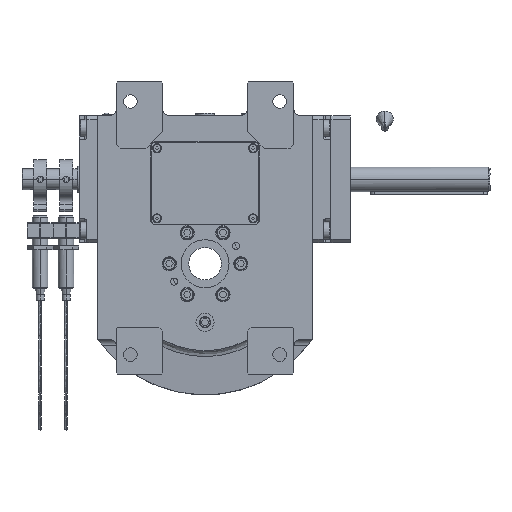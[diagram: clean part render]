
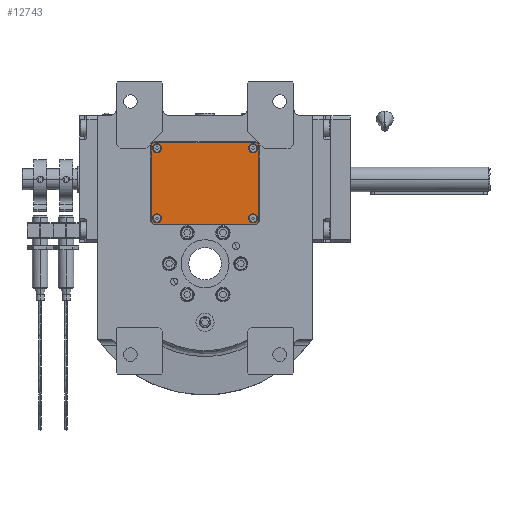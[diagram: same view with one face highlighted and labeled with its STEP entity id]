
A CAD part, front view. The second image highlights one B-rep face of the part: STEP entity #12743.
In plain terms, the highlighted face is planar.
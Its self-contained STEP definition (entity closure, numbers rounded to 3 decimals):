
#837 = EDGE_LOOP ( 'NONE', ( #81022, #45005 ) ) ;
#1011 = CIRCLE ( 'NONE', #77694, 3.5 ) ;
#1548 = AXIS2_PLACEMENT_3D ( 'NONE', #22793, #42663, #54674 ) ;
#2547 = CARTESIAN_POINT ( 'NONE',  ( 37., 27., 3. ) ) ;
#2723 = CARTESIAN_POINT ( 'NONE',  ( 37., -27., 3. ) ) ;
#2747 = LINE ( 'NONE', #28003, #42819 ) ;
#2762 = VERTEX_POINT ( 'NONE', #38315 ) ;
#3048 = CARTESIAN_POINT ( 'NONE',  ( -40.5, -27., 3. ) ) ;
#3896 = ORIENTED_EDGE ( 'NONE', *, *, #5766, .T. ) ;
#4835 = EDGE_LOOP ( 'NONE', ( #57203, #28357 ) ) ;
#4901 = LINE ( 'NONE', #24348, #52875 ) ;
#5498 = VERTEX_POINT ( 'NONE', #72001 ) ;
#5513 = CARTESIAN_POINT ( 'NONE',  ( 37., 27., 3. ) ) ;
#5559 = ORIENTED_EDGE ( 'NONE', *, *, #74263, .T. ) ;
#5713 = VERTEX_POINT ( 'NONE', #39225 ) ;
#5766 = EDGE_CURVE ( 'NONE', #38117, #71783, #79831, .T. ) ;
#5772 = VERTEX_POINT ( 'NONE', #15633 ) ;
#6268 = LINE ( 'NONE', #81660, #45990 ) ;
#8126 = DIRECTION ( 'NONE',  ( -1., 0., 0. ) ) ;
#8554 = CARTESIAN_POINT ( 'NONE',  ( 39.5, 31.5, 3. ) ) ;
#9763 = CARTESIAN_POINT ( 'NONE',  ( 41.5, 29.5, 3. ) ) ;
#10310 = AXIS2_PLACEMENT_3D ( 'NONE', #57389, #25912, #18494 ) ;
#10343 = ORIENTED_EDGE ( 'NONE', *, *, #55122, .T. ) ;
#10564 = EDGE_CURVE ( 'NONE', #2762, #62322, #28396, .T. ) ;
#11119 = DIRECTION ( 'NONE',  ( 0., -1., 0. ) ) ;
#12525 = EDGE_CURVE ( 'NONE', #5713, #78756, #1011, .T. ) ;
#12743 = ADVANCED_FACE ( 'NONE', ( #47681, #79597, #16216, #48078, #66748 ), #73383, .T. ) ;
#13146 = VERTEX_POINT ( 'NONE', #15719 ) ;
#13946 = VERTEX_POINT ( 'NONE', #45244 ) ;
#14543 = CARTESIAN_POINT ( 'NONE',  ( -37., -27., 3. ) ) ;
#15633 = CARTESIAN_POINT ( 'NONE',  ( -41.5, 29.5, 3. ) ) ;
#15719 = CARTESIAN_POINT ( 'NONE',  ( -39.5, 31.5, 3. ) ) ;
#16048 = DIRECTION ( 'NONE',  ( 0.707, -0.707, 0. ) ) ;
#16216 = FACE_BOUND ( 'NONE', #4835, .T. ) ;
#16623 = CARTESIAN_POINT ( 'NONE',  ( 0., 0., 3. ) ) ;
#17141 = EDGE_CURVE ( 'NONE', #71783, #5498, #59107, .T. ) ;
#17989 = EDGE_CURVE ( 'NONE', #60765, #72788, #80131, .T. ) ;
#18494 = DIRECTION ( 'NONE',  ( -1., 0., 0. ) ) ;
#18755 = DIRECTION ( 'NONE',  ( 1., 0., 0. ) ) ;
#19500 = CIRCLE ( 'NONE', #35383, 3.5 ) ;
#20605 = DIRECTION ( 'NONE',  ( 1., 0., 0. ) ) ;
#20806 = CARTESIAN_POINT ( 'NONE',  ( 33.5, -27., 3. ) ) ;
#22793 = CARTESIAN_POINT ( 'NONE',  ( -37., 27., 3. ) ) ;
#23269 = DIRECTION ( 'NONE',  ( 0.707, 0.707, 0. ) ) ;
#23274 = CARTESIAN_POINT ( 'NONE',  ( -41.5, -29.5, 3. ) ) ;
#24348 = CARTESIAN_POINT ( 'NONE',  ( -41.5, 29.5, 3. ) ) ;
#25169 = VECTOR ( 'NONE', #20605, 1000. ) ;
#25912 = DIRECTION ( 'NONE',  ( 0., 0., 1. ) ) ;
#26041 = ORIENTED_EDGE ( 'NONE', *, *, #79089, .T. ) ;
#26765 = DIRECTION ( 'NONE',  ( 0., 0., 1. ) ) ;
#27754 = DIRECTION ( 'NONE',  ( 1., 0., 0. ) ) ;
#27983 = DIRECTION ( 'NONE',  ( 0., 0., 1. ) ) ;
#28003 = CARTESIAN_POINT ( 'NONE',  ( -39.5, 31.5, 3. ) ) ;
#28357 = ORIENTED_EDGE ( 'NONE', *, *, #53070, .F. ) ;
#28396 = LINE ( 'NONE', #9763, #72560 ) ;
#28637 = AXIS2_PLACEMENT_3D ( 'NONE', #14543, #33939, #27754 ) ;
#28938 = VECTOR ( 'NONE', #23269, 1000. ) ;
#29598 = VECTOR ( 'NONE', #76936, 1000. ) ;
#29865 = LINE ( 'NONE', #80031, #28938 ) ;
#30175 = AXIS2_PLACEMENT_3D ( 'NONE', #32142, #26765, #8126 ) ;
#30886 = ORIENTED_EDGE ( 'NONE', *, *, #17989, .F. ) ;
#31128 = CARTESIAN_POINT ( 'NONE',  ( -39.5, -31.5, 3. ) ) ;
#32142 = CARTESIAN_POINT ( 'NONE',  ( -37., -27., 3. ) ) ;
#32364 = CIRCLE ( 'NONE', #45624, 3.5 ) ;
#33088 = EDGE_CURVE ( 'NONE', #37841, #58657, #52643, .T. ) ;
#33939 = DIRECTION ( 'NONE',  ( 0., 0., 1. ) ) ;
#33997 = DIRECTION ( 'NONE',  ( -1., 0., 0. ) ) ;
#35383 = AXIS2_PLACEMENT_3D ( 'NONE', #2723, #27983, #40814 ) ;
#37240 = CIRCLE ( 'NONE', #1548, 3.5 ) ;
#37841 = VERTEX_POINT ( 'NONE', #20806 ) ;
#38117 = VERTEX_POINT ( 'NONE', #23274 ) ;
#38315 = CARTESIAN_POINT ( 'NONE',  ( 41.5, 29.5, 3. ) ) ;
#39225 = CARTESIAN_POINT ( 'NONE',  ( 33.5, 27., 3. ) ) ;
#40814 = DIRECTION ( 'NONE',  ( 1., 0., 0. ) ) ;
#41872 = DIRECTION ( 'NONE',  ( 0., 0., 1. ) ) ;
#42276 = VERTEX_POINT ( 'NONE', #47999 ) ;
#42663 = DIRECTION ( 'NONE',  ( 0., 0., 1. ) ) ;
#42819 = VECTOR ( 'NONE', #64476, 1000. ) ;
#43200 = DIRECTION ( 'NONE',  ( 0., 0., 1. ) ) ;
#43217 = EDGE_CURVE ( 'NONE', #5498, #13946, #29865, .T. ) ;
#44960 = ORIENTED_EDGE ( 'NONE', *, *, #10564, .T. ) ;
#45005 = ORIENTED_EDGE ( 'NONE', *, *, #12525, .F. ) ;
#45244 = CARTESIAN_POINT ( 'NONE',  ( 41.5, -29.5, 3. ) ) ;
#45624 = AXIS2_PLACEMENT_3D ( 'NONE', #5513, #43200, #18755 ) ;
#45990 = VECTOR ( 'NONE', #57200, 1000. ) ;
#46407 = EDGE_LOOP ( 'NONE', ( #26041, #44960, #5559, #10343, #46748, #3896, #69362, #74996 ) ) ;
#46748 = ORIENTED_EDGE ( 'NONE', *, *, #81536, .T. ) ;
#47681 = FACE_OUTER_BOUND ( 'NONE', #46407, .T. ) ;
#47999 = CARTESIAN_POINT ( 'NONE',  ( -40.5, 27., 3. ) ) ;
#48078 = FACE_BOUND ( 'NONE', #57803, .T. ) ;
#51661 = LINE ( 'NONE', #8554, #29598 ) ;
#52054 = ORIENTED_EDGE ( 'NONE', *, *, #61259, .F. ) ;
#52643 = CIRCLE ( 'NONE', #10310, 3.5 ) ;
#52791 = DIRECTION ( 'NONE',  ( 0., 0., 1. ) ) ;
#52875 = VECTOR ( 'NONE', #11119, 1000. ) ;
#53070 = EDGE_CURVE ( 'NONE', #42276, #78267, #37240, .T. ) ;
#53308 = CARTESIAN_POINT ( 'NONE',  ( -41.5, -29.5, 3. ) ) ;
#54674 = DIRECTION ( 'NONE',  ( -1., 0., 0. ) ) ;
#55122 = EDGE_CURVE ( 'NONE', #13146, #5772, #2747, .T. ) ;
#57200 = DIRECTION ( 'NONE',  ( 0., 1., 0. ) ) ;
#57203 = ORIENTED_EDGE ( 'NONE', *, *, #74978, .F. ) ;
#57389 = CARTESIAN_POINT ( 'NONE',  ( 37., -27., 3. ) ) ;
#57483 = CARTESIAN_POINT ( 'NONE',  ( -39.5, -31.5, 3. ) ) ;
#57803 = EDGE_LOOP ( 'NONE', ( #52054, #59366 ) ) ;
#58208 = EDGE_CURVE ( 'NONE', #78756, #5713, #32364, .T. ) ;
#58657 = VERTEX_POINT ( 'NONE', #74608 ) ;
#59107 = LINE ( 'NONE', #57483, #25169 ) ;
#59366 = ORIENTED_EDGE ( 'NONE', *, *, #33088, .F. ) ;
#59956 = CARTESIAN_POINT ( 'NONE',  ( -33.5, -27., 3. ) ) ;
#60765 = VERTEX_POINT ( 'NONE', #59956 ) ;
#61259 = EDGE_CURVE ( 'NONE', #58657, #37841, #19500, .T. ) ;
#62322 = VERTEX_POINT ( 'NONE', #76098 ) ;
#62552 = DIRECTION ( 'NONE',  ( 1., 0., 0. ) ) ;
#63670 = EDGE_CURVE ( 'NONE', #72788, #60765, #71266, .T. ) ;
#64476 = DIRECTION ( 'NONE',  ( -0.707, -0.707, 0. ) ) ;
#65099 = DIRECTION ( 'NONE',  ( 0., 0., 1. ) ) ;
#66748 = FACE_BOUND ( 'NONE', #76342, .T. ) ;
#66942 = DIRECTION ( 'NONE',  ( -0.707, 0.707, 0. ) ) ;
#67920 = VECTOR ( 'NONE', #16048, 1000. ) ;
#68024 = CIRCLE ( 'NONE', #73342, 3.5 ) ;
#69362 = ORIENTED_EDGE ( 'NONE', *, *, #17141, .T. ) ;
#71266 = CIRCLE ( 'NONE', #30175, 3.5 ) ;
#71783 = VERTEX_POINT ( 'NONE', #31128 ) ;
#71865 = DIRECTION ( 'NONE',  ( 1., 0., 0. ) ) ;
#72001 = CARTESIAN_POINT ( 'NONE',  ( 39.5, -31.5, 3. ) ) ;
#72214 = CARTESIAN_POINT ( 'NONE',  ( 40.5, 27., 3. ) ) ;
#72267 = CARTESIAN_POINT ( 'NONE',  ( -37., 27., 3. ) ) ;
#72560 = VECTOR ( 'NONE', #66942, 1000. ) ;
#72788 = VERTEX_POINT ( 'NONE', #3048 ) ;
#73342 = AXIS2_PLACEMENT_3D ( 'NONE', #72267, #52791, #71865 ) ;
#73383 = PLANE ( 'NONE',  #75104 ) ;
#74263 = EDGE_CURVE ( 'NONE', #62322, #13146, #51661, .T. ) ;
#74608 = CARTESIAN_POINT ( 'NONE',  ( 40.5, -27., 3. ) ) ;
#74978 = EDGE_CURVE ( 'NONE', #78267, #42276, #68024, .T. ) ;
#74996 = ORIENTED_EDGE ( 'NONE', *, *, #43217, .T. ) ;
#75104 = AXIS2_PLACEMENT_3D ( 'NONE', #16623, #41872, #62552 ) ;
#76098 = CARTESIAN_POINT ( 'NONE',  ( 39.5, 31.5, 3. ) ) ;
#76342 = EDGE_LOOP ( 'NONE', ( #30886, #78176 ) ) ;
#76581 = CARTESIAN_POINT ( 'NONE',  ( -33.5, 27., 3. ) ) ;
#76936 = DIRECTION ( 'NONE',  ( -1., 0., 0. ) ) ;
#77694 = AXIS2_PLACEMENT_3D ( 'NONE', #2547, #65099, #33997 ) ;
#78176 = ORIENTED_EDGE ( 'NONE', *, *, #63670, .F. ) ;
#78267 = VERTEX_POINT ( 'NONE', #76581 ) ;
#78756 = VERTEX_POINT ( 'NONE', #72214 ) ;
#79089 = EDGE_CURVE ( 'NONE', #13946, #2762, #6268, .T. ) ;
#79597 = FACE_BOUND ( 'NONE', #837, .T. ) ;
#79831 = LINE ( 'NONE', #53308, #67920 ) ;
#80031 = CARTESIAN_POINT ( 'NONE',  ( 39.5, -31.5, 3. ) ) ;
#80131 = CIRCLE ( 'NONE', #28637, 3.5 ) ;
#81022 = ORIENTED_EDGE ( 'NONE', *, *, #58208, .F. ) ;
#81536 = EDGE_CURVE ( 'NONE', #5772, #38117, #4901, .T. ) ;
#81660 = CARTESIAN_POINT ( 'NONE',  ( 41.5, -29.5, 3. ) ) ;
